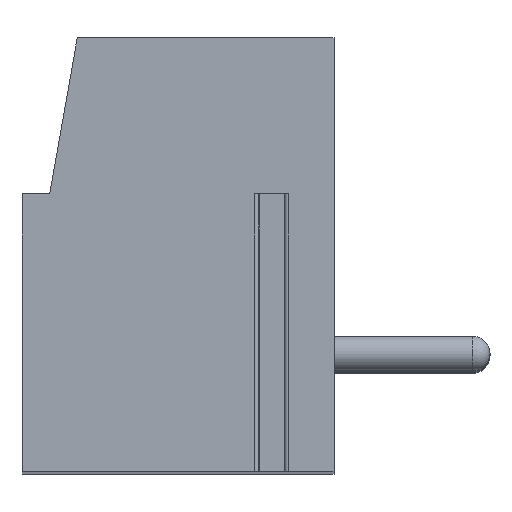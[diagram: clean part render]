
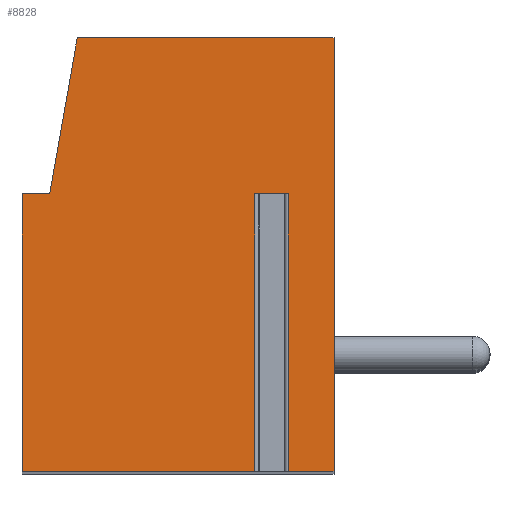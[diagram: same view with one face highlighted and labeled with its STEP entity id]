
A CAD part, top view. The second image highlights one B-rep face of the part: STEP entity #8828.
In plain terms, the highlighted planar face has unit normal (0, 0, 1).
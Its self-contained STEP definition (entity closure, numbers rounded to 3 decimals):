
#13=DIRECTION('',(-1.,0.,0.));
#14=VECTOR('',#13,0.958);
#15=CARTESIAN_POINT('',(3.179,1.75,42.5));
#16=LINE('',#15,#14);
#17=DIRECTION('',(0.,-1.,0.));
#18=VECTOR('',#17,8.);
#19=CARTESIAN_POINT('',(2.221,1.75,42.5));
#20=LINE('',#19,#18);
#21=DIRECTION('',(1.,0.,0.));
#22=VECTOR('',#21,6.721);
#23=CARTESIAN_POINT('',(-4.5,-6.25,42.5));
#24=LINE('',#23,#22);
#25=DIRECTION('',(0.,-1.,0.));
#26=VECTOR('',#25,8.);
#27=CARTESIAN_POINT('',(-4.5,1.75,42.5));
#28=LINE('',#27,#26);
#29=DIRECTION('',(-1.,0.,0.));
#30=VECTOR('',#29,0.8);
#31=CARTESIAN_POINT('',(-3.7,1.75,42.5));
#32=LINE('',#31,#30);
#33=DIRECTION('',(-0.174,-0.985,0.));
#34=VECTOR('',#33,4.569);
#35=CARTESIAN_POINT('',(-2.907,6.25,42.5));
#36=LINE('',#35,#34);
#37=DIRECTION('',(-1.,0.,0.));
#38=VECTOR('',#37,7.407);
#39=CARTESIAN_POINT('',(4.5,6.25,42.5));
#40=LINE('',#39,#38);
#41=DIRECTION('',(0.,1.,0.));
#42=VECTOR('',#41,12.5);
#43=CARTESIAN_POINT('',(4.5,-6.25,42.5));
#44=LINE('',#43,#42);
#45=DIRECTION('',(1.,0.,0.));
#46=VECTOR('',#45,1.321);
#47=CARTESIAN_POINT('',(3.179,-6.25,42.5));
#48=LINE('',#47,#46);
#49=DIRECTION('',(0.,-1.,0.));
#50=VECTOR('',#49,8.);
#51=CARTESIAN_POINT('',(3.179,1.75,42.5));
#52=LINE('',#51,#50);
#6980=CARTESIAN_POINT('',(-2.907,6.25,42.5));
#6981=CARTESIAN_POINT('',(-3.7,1.75,42.5));
#6982=VERTEX_POINT('',#6980);
#6983=VERTEX_POINT('',#6981);
#6984=CARTESIAN_POINT('',(-4.5,1.75,42.5));
#6985=VERTEX_POINT('',#6984);
#6986=CARTESIAN_POINT('',(-4.5,-6.25,42.5));
#6987=VERTEX_POINT('',#6986);
#6988=CARTESIAN_POINT('',(4.5,-6.25,42.5));
#6989=CARTESIAN_POINT('',(4.5,6.25,42.5));
#6990=VERTEX_POINT('',#6988);
#6991=VERTEX_POINT('',#6989);
#7048=CARTESIAN_POINT('',(3.179,1.75,42.5));
#7049=CARTESIAN_POINT('',(2.221,1.75,42.5));
#7050=VERTEX_POINT('',#7048);
#7051=VERTEX_POINT('',#7049);
#7052=CARTESIAN_POINT('',(3.179,-6.25,42.5));
#7053=VERTEX_POINT('',#7052);
#7054=CARTESIAN_POINT('',(2.221,-6.25,42.5));
#7055=VERTEX_POINT('',#7054);
#8801=CARTESIAN_POINT('',(0.,0.,42.5));
#8802=DIRECTION('',(0.,0.,1.));
#8803=DIRECTION('',(1.,0.,0.));
#8804=AXIS2_PLACEMENT_3D('',#8801,#8802,#8803);
#8805=PLANE('',#8804);
#8807=ORIENTED_EDGE('',*,*,#8806,.T.);
#8809=ORIENTED_EDGE('',*,*,#8808,.T.);
#8811=ORIENTED_EDGE('',*,*,#8810,.F.);
#8813=ORIENTED_EDGE('',*,*,#8812,.F.);
#8815=ORIENTED_EDGE('',*,*,#8814,.F.);
#8817=ORIENTED_EDGE('',*,*,#8816,.F.);
#8819=ORIENTED_EDGE('',*,*,#8818,.F.);
#8821=ORIENTED_EDGE('',*,*,#8820,.F.);
#8823=ORIENTED_EDGE('',*,*,#8822,.F.);
#8825=ORIENTED_EDGE('',*,*,#8824,.F.);
#8826=EDGE_LOOP('',(#8807,#8809,#8811,#8813,#8815,#8817,#8819,#8821,#8823,
#8825));
#8827=FACE_OUTER_BOUND('',#8826,.F.);
#8806=EDGE_CURVE('',#7050,#7051,#16,.T.);
#8808=EDGE_CURVE('',#7051,#7055,#20,.T.);
#8810=EDGE_CURVE('',#6987,#7055,#24,.T.);
#8812=EDGE_CURVE('',#6985,#6987,#28,.T.);
#8814=EDGE_CURVE('',#6983,#6985,#32,.T.);
#8816=EDGE_CURVE('',#6982,#6983,#36,.T.);
#8818=EDGE_CURVE('',#6991,#6982,#40,.T.);
#8820=EDGE_CURVE('',#6990,#6991,#44,.T.);
#8822=EDGE_CURVE('',#7053,#6990,#48,.T.);
#8824=EDGE_CURVE('',#7050,#7053,#52,.T.);
#8828=ADVANCED_FACE('',(#8827),#8805,.T.);
